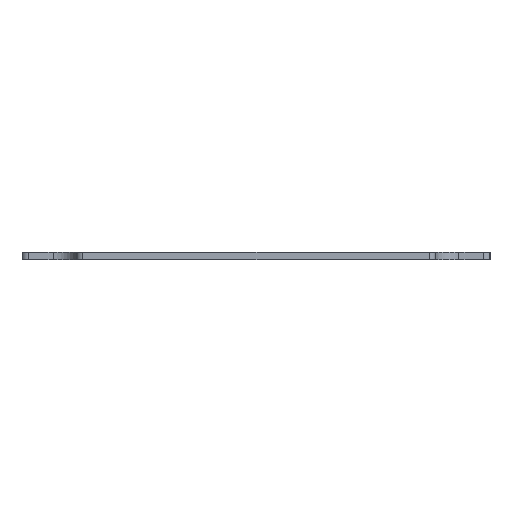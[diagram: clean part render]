
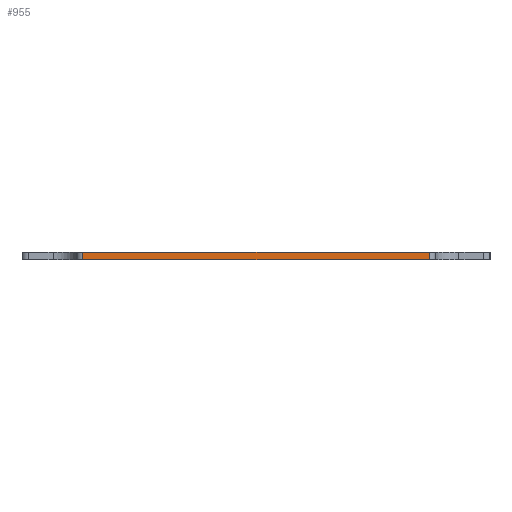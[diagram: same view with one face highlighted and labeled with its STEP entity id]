
A CAD part, left-side view. The second image highlights one B-rep face of the part: STEP entity #955.
In plain terms, the highlighted planar face has unit normal (-1, 0, 0).
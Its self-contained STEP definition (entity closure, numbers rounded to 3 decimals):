
#28=PLANE('',#1044);
#57=FACE_OUTER_BOUND('',#111,.T.);
#111=EDGE_LOOP('',(#715,#716,#717,#718));
#169=LINE('',#1463,#261);
#194=LINE('',#1546,#286);
#195=LINE('',#1549,#287);
#196=LINE('',#1550,#288);
#261=VECTOR('',#1155,10.);
#286=VECTOR('',#1228,2.);
#287=VECTOR('',#1231,2.);
#288=VECTOR('',#1232,10.);
#417=VERTEX_POINT('',#1460);
#418=VERTEX_POINT('',#1462);
#451=VERTEX_POINT('',#1542);
#453=VERTEX_POINT('',#1548);
#515=EDGE_CURVE('',#417,#418,#169,.T.);
#557=EDGE_CURVE('',#418,#451,#194,.T.);
#558=EDGE_CURVE('',#453,#417,#195,.T.);
#559=EDGE_CURVE('',#451,#453,#196,.T.);
#715=ORIENTED_EDGE('',*,*,#557,.F.);
#716=ORIENTED_EDGE('',*,*,#515,.F.);
#717=ORIENTED_EDGE('',*,*,#558,.F.);
#718=ORIENTED_EDGE('',*,*,#559,.F.);
#955=ADVANCED_FACE('',(#57),#28,.T.);
#1044=AXIS2_PLACEMENT_3D('',#1547,#1229,#1230);
#1155=DIRECTION('',(0.,1.,0.));
#1228=DIRECTION('',(0.,0.,1.));
#1229=DIRECTION('center_axis',(-1.,0.,0.));
#1230=DIRECTION('ref_axis',(0.,-1.,0.));
#1231=DIRECTION('',(0.,0.,-1.));
#1232=DIRECTION('',(0.,-1.,0.));
#1460=CARTESIAN_POINT('',(-115.,-55.553,-1.25));
#1462=CARTESIAN_POINT('',(-115.,55.553,-1.25));
#1463=CARTESIAN_POINT('',(-115.,57.5,-1.25));
#1542=CARTESIAN_POINT('',(-115.,55.553,1.25));
#1546=CARTESIAN_POINT('',(-115.,55.553,0.));
#1547=CARTESIAN_POINT('Origin',(-115.,57.5,0.));
#1548=CARTESIAN_POINT('',(-115.,-55.553,1.25));
#1549=CARTESIAN_POINT('',(-115.,-55.553,0.));
#1550=CARTESIAN_POINT('',(-115.,57.5,1.25));
